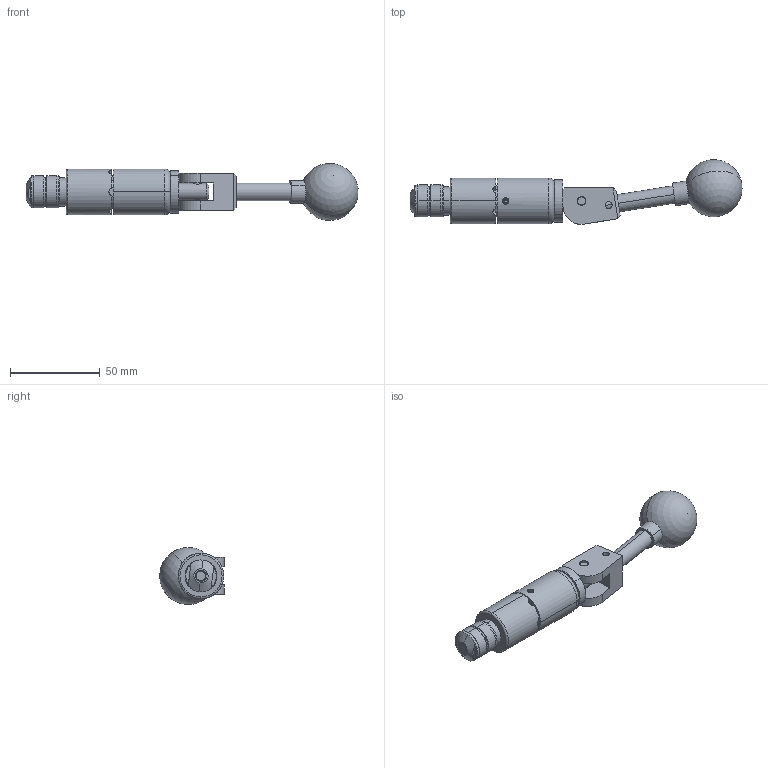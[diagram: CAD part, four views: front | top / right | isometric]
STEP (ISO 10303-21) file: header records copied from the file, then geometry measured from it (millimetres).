
FILE_DESCRIPTION (( 'STEP AP214' ), '1' );
FILE_NAME ('CTSC-003482.STEP', '2025-05-23T12:18:29', ( '' ), ( '' ), 'SwSTEP 2.0', 'SolidWorks 2023', '' );
FILE_SCHEMA (( 'AUTOMOTIVE_DESIGN' ));
Length unit declared in the file: inch
Products named in the file (1): CTSC-003482
Bounding box: 184.46 x 35.92 x 31.66 mm (x, y, z)
Volume: 64747 mm3; surface area: 21647 mm2
Topology: 10 solids, 10 shells, 253 faces, 602 edges, 379 vertices
Faces by surface type: cylinder 99, plane 97, cone 39, torus 13, bspline 3, sphere 2
Entity records: 11572 total; most frequent: CARTESIAN_POINT 2426, DIRECTION 1259, ORIENTED_EDGE 1190, EDGE_CURVE 595, AXIS2_PLACEMENT_3D 503, VERTEX_POINT 376, EDGE_LOOP 287, ADVANCED_FACE 253
